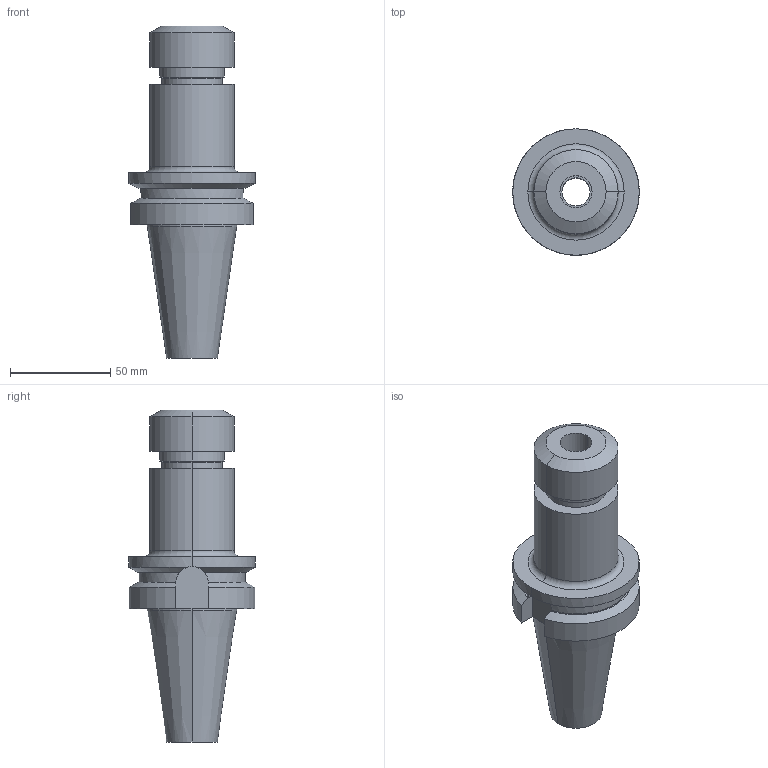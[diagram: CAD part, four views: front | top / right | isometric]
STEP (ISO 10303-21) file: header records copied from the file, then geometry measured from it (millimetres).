
FILE_DESCRIPTION (( 'STEP AP203' ), '1' );
FILE_NAME ('STP-28.122.25.100.STEP', '2021-05-10T02:57:02', ( '' ), ( '' ), 'SwSTEP 2.0', 'SolidWorks 2017', '' );
FILE_SCHEMA (( 'CONFIG_CONTROL_DESIGN' ));
Length unit declared in the file: millimetre
Products named in the file (1): STP-28.122.25.100
Bounding box: 63 x 63 x 165.4 mm (x, y, z)
Volume: 202073 mm3; surface area: 36396.2 mm2
Topology: 1 solids, 1 shells, 58 faces, 136 edges, 87 vertices
Faces by surface type: cylinder 27, plane 19, cone 10, torus 2
Entity records: 1820 total; most frequent: CARTESIAN_POINT 386, DIRECTION 297, ORIENTED_EDGE 272, EDGE_CURVE 136, AXIS2_PLACEMENT_3D 122, VERTEX_POINT 87, EDGE_LOOP 67, CIRCLE 63
